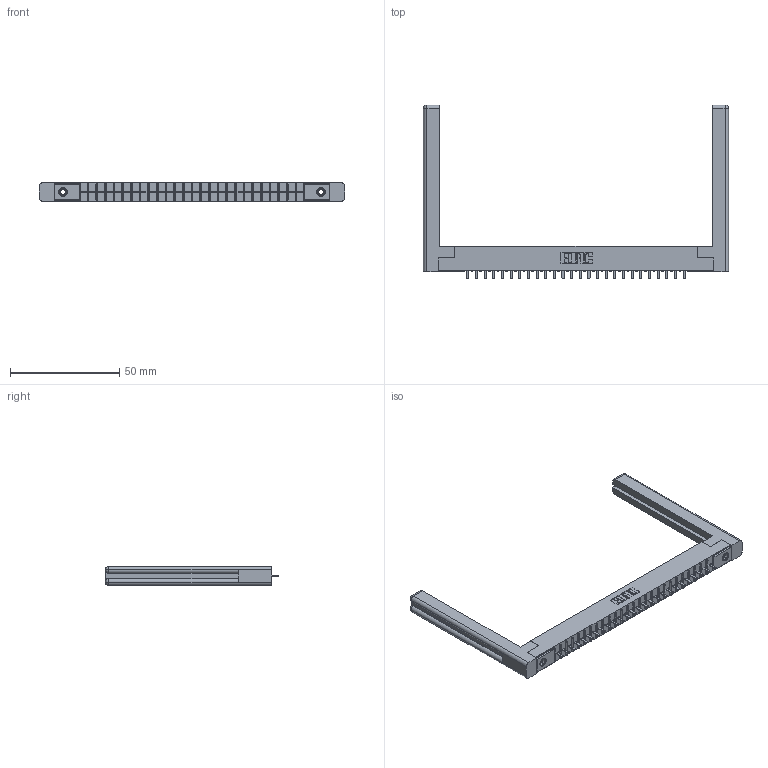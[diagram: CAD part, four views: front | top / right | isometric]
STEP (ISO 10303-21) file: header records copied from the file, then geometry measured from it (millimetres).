
FILE_DESCRIPTION (( 'STEP AP203' ), '1' );
FILE_NAME ('356-026-521-158.STEP', '2018-08-01T20:27:15', ( '' ), ( '' ), 'SwSTEP 2.0', 'SolidWorks 2016', '' );
FILE_SCHEMA (( 'CONFIG_CONTROL_DESIGN' ));
Length unit declared in the file: inch
Products named in the file (5): 306-290-001_121; 345-250-001_345-250-001-102; 307-220-058; 356-026-521-158; 306 Part_.156 Dia
Assembly tree (31 placements, depth 2):
  356-026-521-158
    306 Part_.156 Dia
    306-290-001_121  x26
    345-250-001_345-250-001-102  x2
    307-220-058  x2
Bounding box: 139.65 x 79.53 x 8.71 mm (x, y, z)
Volume: 17177.1 mm3; surface area: 19337.2 mm2
Topology: 31 solids, 31 shells, 2078 faces, 5792 edges, 3708 vertices
Faces by surface type: plane 1374, cylinder 576, sphere 104, cone 12, torus 12
Entity records: 28908 total; most frequent: CARTESIAN_POINT 4860, ORIENTED_EDGE 4758, DIRECTION 4749, EDGE_CURVE 2379, LINE 1847, VECTOR 1847, VERTEX_POINT 1508, AXIS2_PLACEMENT_3D 1451
